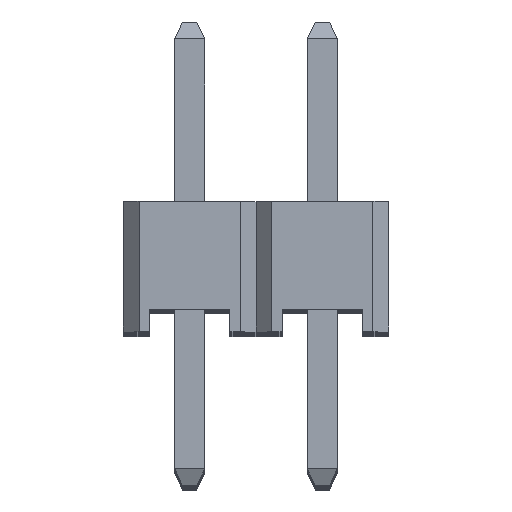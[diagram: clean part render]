
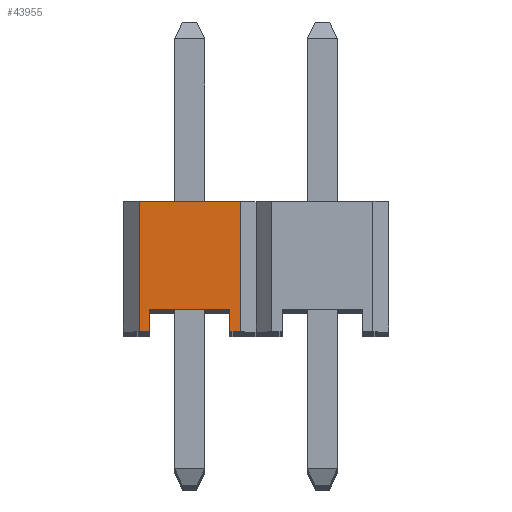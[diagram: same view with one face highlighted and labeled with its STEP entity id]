
A CAD part, top view. The second image highlights one B-rep face of the part: STEP entity #43955.
In plain terms, the highlighted planar face has unit normal (0, 0, 1).
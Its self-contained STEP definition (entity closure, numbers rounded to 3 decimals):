
#422 = CARTESIAN_POINT ( 'NONE',  ( 0.5, 0.44, 48.26 ) ) ;
#1202 = VECTOR ( 'NONE', #3103, 1000. ) ;
#1585 = VECTOR ( 'NONE', #13166, 1000. ) ;
#1975 = CARTESIAN_POINT ( 'NONE',  ( 2.04, 0.44, 48.26 ) ) ;
#2916 = DIRECTION ( 'NONE',  ( 1., 0., 0. ) ) ;
#3103 = DIRECTION ( 'NONE',  ( 1., 0., 0. ) ) ;
#3158 = VECTOR ( 'NONE', #29197, 1000. ) ;
#3994 = EDGE_CURVE ( 'NONE', #19993, #48453, #52738, .T. ) ;
#4142 = EDGE_LOOP ( 'NONE', ( #31144, #34558, #39509, #53146, #22306, #15535, #38676, #17383 ) ) ;
#6610 = VERTEX_POINT ( 'NONE', #32861 ) ;
#8287 = VERTEX_POINT ( 'NONE', #10197 ) ;
#9853 = VERTEX_POINT ( 'NONE', #31074 ) ;
#10197 = CARTESIAN_POINT ( 'NONE',  ( 2.24, 2.5, 48.26 ) ) ;
#10438 = PLANE ( 'NONE',  #24928 ) ;
#10648 = CARTESIAN_POINT ( 'NONE',  ( 0.3, 2.5, 48.26 ) ) ;
#10999 = EDGE_CURVE ( 'NONE', #33498, #30685, #31863, .T. ) ;
#11197 = LINE ( 'NONE', #24574, #13203 ) ;
#13166 = DIRECTION ( 'NONE',  ( 1., 0., 0. ) ) ;
#13203 = VECTOR ( 'NONE', #24846, 1000. ) ;
#13547 = EDGE_CURVE ( 'NONE', #9853, #30685, #49124, .T. ) ;
#15535 = ORIENTED_EDGE ( 'NONE', *, *, #29268, .T. ) ;
#16288 = CARTESIAN_POINT ( 'NONE',  ( 0.5, 0.44, 48.26 ) ) ;
#16604 = CARTESIAN_POINT ( 'NONE',  ( 0.5, 0., 48.26 ) ) ;
#17383 = ORIENTED_EDGE ( 'NONE', *, *, #10999, .F. ) ;
#19524 = VECTOR ( 'NONE', #53896, 1000. ) ;
#19993 = VERTEX_POINT ( 'NONE', #31150 ) ;
#20447 = VECTOR ( 'NONE', #48518, 1000. ) ;
#20586 = DIRECTION ( 'NONE',  ( 0., -1., 0. ) ) ;
#22029 = LINE ( 'NONE', #25994, #1585 ) ;
#22306 = ORIENTED_EDGE ( 'NONE', *, *, #25865, .F. ) ;
#22667 = VERTEX_POINT ( 'NONE', #34919 ) ;
#24205 = LINE ( 'NONE', #41302, #34763 ) ;
#24574 = CARTESIAN_POINT ( 'NONE',  ( 0.3, 2.5, 48.26 ) ) ;
#24846 = DIRECTION ( 'NONE',  ( 0., -1., 0. ) ) ;
#24928 = AXIS2_PLACEMENT_3D ( 'NONE', #31414, #53183, #40084 ) ;
#25865 = EDGE_CURVE ( 'NONE', #6610, #8287, #53399, .T. ) ;
#25994 = CARTESIAN_POINT ( 'NONE',  ( 0.3, 0., 48.26 ) ) ;
#28194 = CARTESIAN_POINT ( 'NONE',  ( 0.5, 0.44, 48.26 ) ) ;
#29197 = DIRECTION ( 'NONE',  ( -1., 0., 0. ) ) ;
#29268 = EDGE_CURVE ( 'NONE', #6610, #9853, #11197, .T. ) ;
#30685 = VERTEX_POINT ( 'NONE', #16604 ) ;
#31074 = CARTESIAN_POINT ( 'NONE',  ( 0.3, 0., 48.26 ) ) ;
#31122 = FACE_OUTER_BOUND ( 'NONE', #4142, .T. ) ;
#31144 = ORIENTED_EDGE ( 'NONE', *, *, #35007, .F. ) ;
#31150 = CARTESIAN_POINT ( 'NONE',  ( 2.04, 0.44, 48.26 ) ) ;
#31414 = CARTESIAN_POINT ( 'NONE',  ( 0.3, 2.5, 48.26 ) ) ;
#31863 = LINE ( 'NONE', #28194, #19524 ) ;
#32861 = CARTESIAN_POINT ( 'NONE',  ( 0.3, 2.5, 48.26 ) ) ;
#33498 = VERTEX_POINT ( 'NONE', #422 ) ;
#34558 = ORIENTED_EDGE ( 'NONE', *, *, #3994, .T. ) ;
#34763 = VECTOR ( 'NONE', #20586, 1000. ) ;
#34919 = CARTESIAN_POINT ( 'NONE',  ( 2.24, 0., 48.26 ) ) ;
#35007 = EDGE_CURVE ( 'NONE', #19993, #33498, #45683, .T. ) ;
#38676 = ORIENTED_EDGE ( 'NONE', *, *, #13547, .T. ) ;
#39005 = VECTOR ( 'NONE', #2916, 1000. ) ;
#39509 = ORIENTED_EDGE ( 'NONE', *, *, #42006, .T. ) ;
#40084 = DIRECTION ( 'NONE',  ( -1., 0., 0. ) ) ;
#40764 = CARTESIAN_POINT ( 'NONE',  ( 0.3, 0., 48.26 ) ) ;
#41302 = CARTESIAN_POINT ( 'NONE',  ( 2.24, 2.5, 48.26 ) ) ;
#42006 = EDGE_CURVE ( 'NONE', #48453, #22667, #22029, .T. ) ;
#42984 = CARTESIAN_POINT ( 'NONE',  ( 2.04, 0., 48.26 ) ) ;
#43454 = EDGE_CURVE ( 'NONE', #8287, #22667, #24205, .T. ) ;
#43955 = ADVANCED_FACE ( 'NONE', ( #31122 ), #10438, .F. ) ;
#45683 = LINE ( 'NONE', #16288, #3158 ) ;
#48453 = VERTEX_POINT ( 'NONE', #42984 ) ;
#48518 = DIRECTION ( 'NONE',  ( 0., -1., 0. ) ) ;
#49124 = LINE ( 'NONE', #40764, #1202 ) ;
#52738 = LINE ( 'NONE', #1975, #20447 ) ;
#53146 = ORIENTED_EDGE ( 'NONE', *, *, #43454, .F. ) ;
#53183 = DIRECTION ( 'NONE',  ( 0., 0., -1. ) ) ;
#53399 = LINE ( 'NONE', #10648, #39005 ) ;
#53896 = DIRECTION ( 'NONE',  ( 0., -1., 0. ) ) ;
